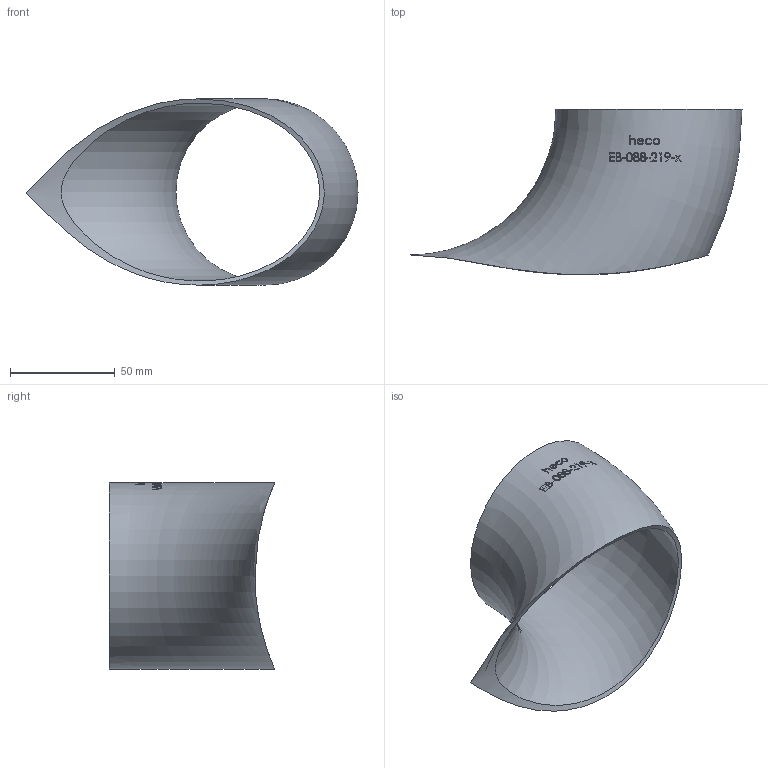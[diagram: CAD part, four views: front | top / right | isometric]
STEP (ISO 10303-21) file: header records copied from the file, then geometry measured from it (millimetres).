
FILE_DESCRIPTION (( 'STEP AP214' ), '1' );
FILE_NAME ('EB-088-219-x Einschweißbogen 1901.STEP', '2019-01-14T10:39:29', ( '' ), ( '' ), 'SwSTEP 2.0', 'SolidWorks 2016', '' );
FILE_SCHEMA (( 'AUTOMOTIVE_DESIGN' ));
Length unit declared in the file: millimetre
Products named in the file (1): EB-088-219-x Einschweißbogen 1901
Bounding box: 158.45 x 78.97 x 88.91 mm (x, y, z)
Volume: 46596.2 mm3; surface area: 48272.5 mm2
Topology: 1 solids, 1 shells, 206 faces, 542 edges, 362 vertices
Faces by surface type: bspline 102, plane 74, torus 29, cylinder 1
Entity records: 12419 total; most frequent: CARTESIAN_POINT 6262, ORIENTED_EDGE 1058, EDGE_CURVE 529, DIRECTION 387, VERTEX_POINT 354, B_SPLINE_CURVE_WITH_KNOTS 352, EDGE_LOOP 235, FACE_OUTER_BOUND 207
